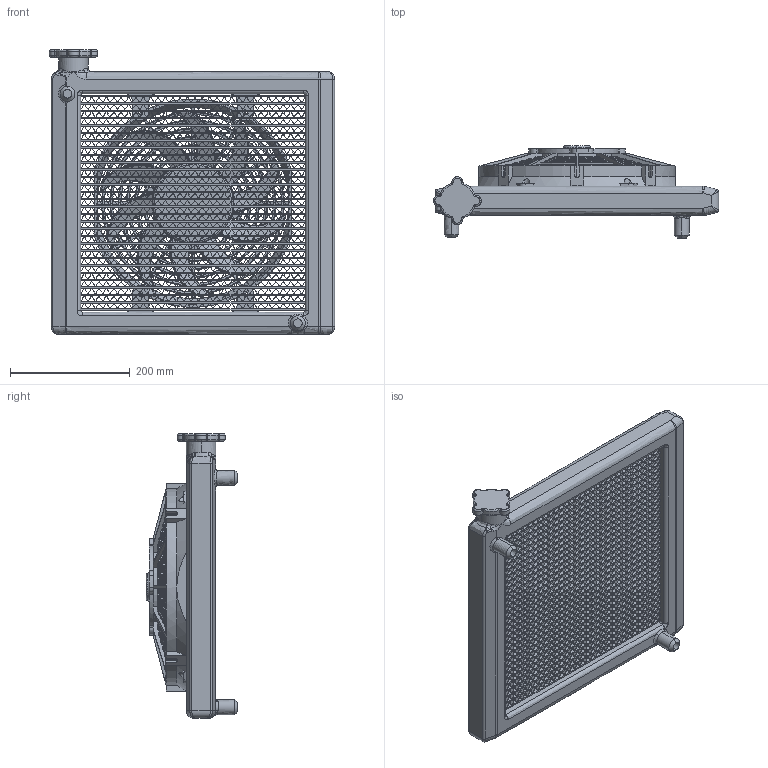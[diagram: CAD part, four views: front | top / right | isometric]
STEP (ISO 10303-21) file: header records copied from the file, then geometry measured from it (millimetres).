
FILE_DESCRIPTION(('FreeCAD Model'),'2;1');
FILE_NAME('Open CASCADE Shape Model','2025-05-04T11:15:35',('FreeCAD'),( 'FreeCAD'),'Open CASCADE STEP processor 7.6','FreeCAD','Unknown');
FILE_SCHEMA(('AUTOMOTIVE_DESIGN { 1 0 10303 214 1 1 1 1 }'));
Products named in the file (1): Open CASCADE STEP translator 7.6 1
Bounding box: 476.15 x 153.31 x 475.16 mm (x, y, z)
Volume: 5599162 mm3; surface area: 2428721.3 mm2
Topology: 900 solids, 900 shells, 8288 faces, 19556 edges, 12849 vertices
Faces by surface type: bspline 8288
Entity records: 232493 total; most frequent: CARTESIAN_POINT 108349, ORIENTED_EDGE 39030, EDGE_CURVE 19515, B_SPLINE_CURVE_WITH_KNOTS 18359, VERTEX_POINT 12849, FACE_BOUND 8372, EDGE_LOOP 8372, ADVANCED_FACE 8288
